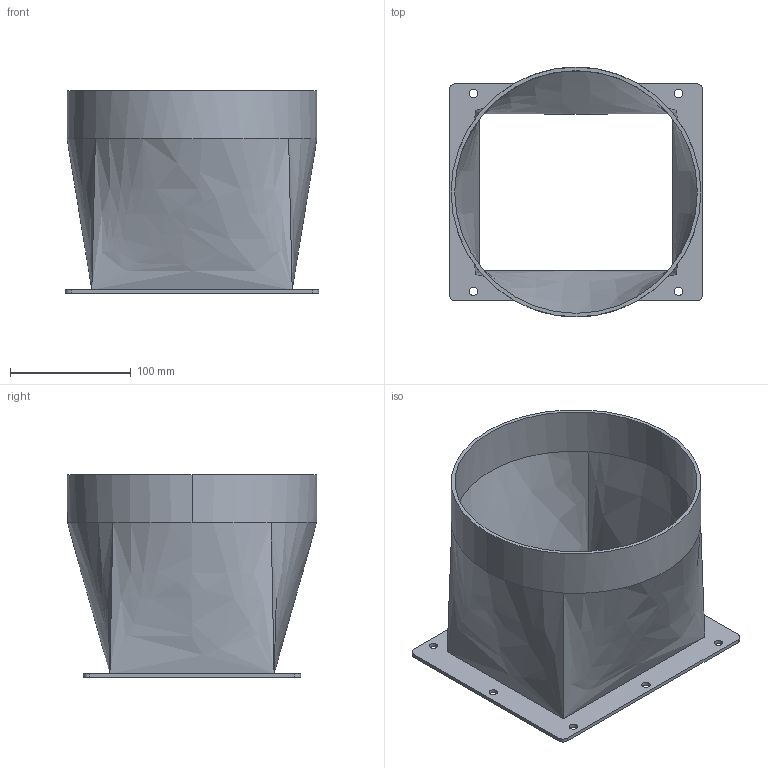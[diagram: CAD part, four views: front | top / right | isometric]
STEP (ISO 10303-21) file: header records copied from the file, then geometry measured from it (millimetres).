
FILE_DESCRIPTION (( 'STEP AP203' ), '1' );
FILE_NAME ('Raccordo QT 160.STEP', '2022-03-30T12:47:39', ( '' ), ( '' ), 'SwSTEP 2.0', 'SolidWorks 2018', '' );
FILE_SCHEMA (( 'CONFIG_CONTROL_DESIGN' ));
Length unit declared in the file: millimetre
Products named in the file (1): Raccordo QT 160
Bounding box: 210 x 207 x 168 mm (x, y, z)
Volume: 357271.6 mm3; surface area: 242953.4 mm2
Topology: 1 solids, 1 shells, 50 faces, 134 edges, 87 vertices
Faces by surface type: cylinder 24, plane 18, bspline 8
Entity records: 6235 total; most frequent: CARTESIAN_POINT 4886, ORIENTED_EDGE 268, DIRECTION 250, EDGE_CURVE 134, AXIS2_PLACEMENT_3D 93, VERTEX_POINT 87, EDGE_LOOP 69, VECTOR 64
